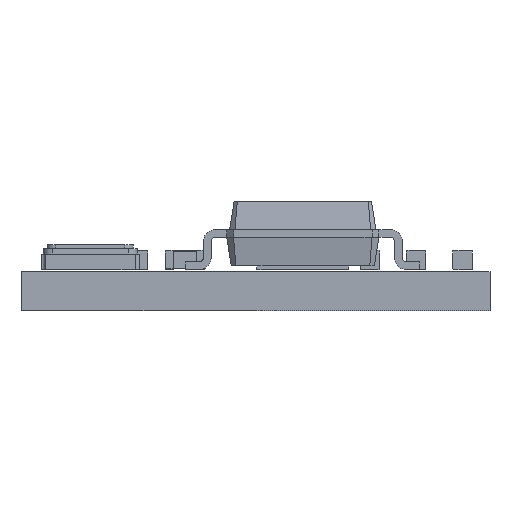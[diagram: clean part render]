
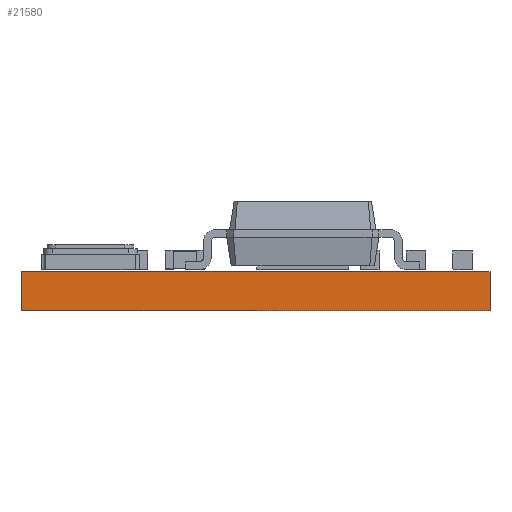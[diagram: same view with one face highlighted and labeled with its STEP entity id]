
A CAD part, front view. The second image highlights one B-rep face of the part: STEP entity #21580.
In plain terms, the highlighted planar face has unit normal (0, -1, 0).
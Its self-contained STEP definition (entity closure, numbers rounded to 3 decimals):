
#17486 = PLANE('',#17487);
#17487 = AXIS2_PLACEMENT_3D('',#17488,#17489,#17490);
#17488 = CARTESIAN_POINT('',(-0.002,-0.003,1.)
  );
#17489 = DIRECTION('',(-0.,-0.,-1.));
#17490 = DIRECTION('',(-1.,0.,0.));
#17540 = PLANE('',#17541);
#17541 = AXIS2_PLACEMENT_3D('',#17542,#17543,#17544);
#17542 = CARTESIAN_POINT('',(-0.002,-0.003,0.)
  );
#17543 = DIRECTION('',(-0.,-0.,-1.));
#17544 = DIRECTION('',(-1.,0.,0.));
#19020 = VERTEX_POINT('',#19021);
#19021 = CARTESIAN_POINT('',(6.,-7.754,0.));
#19035 = PLANE('',#19036);
#19036 = AXIS2_PLACEMENT_3D('',#19037,#19038,#19039);
#19037 = CARTESIAN_POINT('',(6.,7.744,0.));
#19038 = DIRECTION('',(1.,0.,-0.));
#19039 = DIRECTION('',(0.,-1.,0.));
#19047 = EDGE_CURVE('',#19020,#19048,#19050,.T.);
#19048 = VERTEX_POINT('',#19049);
#19049 = CARTESIAN_POINT('',(-6.,-7.754,0.));
#19050 = SURFACE_CURVE('',#19051,(#19055,#19062),.PCURVE_S1.);
#19051 = LINE('',#19052,#19053);
#19052 = CARTESIAN_POINT('',(6.,-7.754,0.));
#19053 = VECTOR('',#19054,1.);
#19054 = DIRECTION('',(-1.,0.,0.));
#19055 = PCURVE('',#17540,#19056);
#19056 = DEFINITIONAL_REPRESENTATION('',(#19057),#19061);
#19057 = LINE('',#19058,#19059);
#19058 = CARTESIAN_POINT('',(-6.002,-7.751));
#19059 = VECTOR('',#19060,1.);
#19060 = DIRECTION('',(1.,0.));
#19061 = ( GEOMETRIC_REPRESENTATION_CONTEXT(2) 
PARAMETRIC_REPRESENTATION_CONTEXT() REPRESENTATION_CONTEXT('2D SPACE',''
  ) );
#19062 = PCURVE('',#19063,#19068);
#19063 = PLANE('',#19064);
#19064 = AXIS2_PLACEMENT_3D('',#19065,#19066,#19067);
#19065 = CARTESIAN_POINT('',(6.,-7.754,0.));
#19066 = DIRECTION('',(0.,-1.,0.));
#19067 = DIRECTION('',(-1.,0.,0.));
#19068 = DEFINITIONAL_REPRESENTATION('',(#19069),#19073);
#19069 = LINE('',#19070,#19071);
#19070 = CARTESIAN_POINT('',(0.,-0.));
#19071 = VECTOR('',#19072,1.);
#19072 = DIRECTION('',(1.,0.));
#19073 = ( GEOMETRIC_REPRESENTATION_CONTEXT(2) 
PARAMETRIC_REPRESENTATION_CONTEXT() REPRESENTATION_CONTEXT('2D SPACE',''
  ) );
#19091 = PLANE('',#19092);
#19092 = AXIS2_PLACEMENT_3D('',#19093,#19094,#19095);
#19093 = CARTESIAN_POINT('',(-6.,-7.754,0.));
#19094 = DIRECTION('',(-1.,0.,0.));
#19095 = DIRECTION('',(0.,1.,0.));
#20677 = VERTEX_POINT('',#20678);
#20678 = CARTESIAN_POINT('',(6.,-7.754,1.));
#20699 = EDGE_CURVE('',#20677,#20700,#20702,.T.);
#20700 = VERTEX_POINT('',#20701);
#20701 = CARTESIAN_POINT('',(-6.,-7.754,1.));
#20702 = SURFACE_CURVE('',#20703,(#20707,#20714),.PCURVE_S1.);
#20703 = LINE('',#20704,#20705);
#20704 = CARTESIAN_POINT('',(6.,-7.754,1.));
#20705 = VECTOR('',#20706,1.);
#20706 = DIRECTION('',(-1.,0.,0.));
#20707 = PCURVE('',#17486,#20708);
#20708 = DEFINITIONAL_REPRESENTATION('',(#20709),#20713);
#20709 = LINE('',#20710,#20711);
#20710 = CARTESIAN_POINT('',(-6.002,-7.751));
#20711 = VECTOR('',#20712,1.);
#20712 = DIRECTION('',(1.,0.));
#20713 = ( GEOMETRIC_REPRESENTATION_CONTEXT(2) 
PARAMETRIC_REPRESENTATION_CONTEXT() REPRESENTATION_CONTEXT('2D SPACE',''
  ) );
#20714 = PCURVE('',#19063,#20715);
#20715 = DEFINITIONAL_REPRESENTATION('',(#20716),#20720);
#20716 = LINE('',#20717,#20718);
#20717 = CARTESIAN_POINT('',(0.,-1.));
#20718 = VECTOR('',#20719,1.);
#20719 = DIRECTION('',(1.,0.));
#20720 = ( GEOMETRIC_REPRESENTATION_CONTEXT(2) 
PARAMETRIC_REPRESENTATION_CONTEXT() REPRESENTATION_CONTEXT('2D SPACE',''
  ) );
#21558 = EDGE_CURVE('',#19048,#20700,#21559,.T.);
#21559 = SURFACE_CURVE('',#21560,(#21564,#21571),.PCURVE_S1.);
#21560 = LINE('',#21561,#21562);
#21561 = CARTESIAN_POINT('',(-6.,-7.754,0.));
#21562 = VECTOR('',#21563,1.);
#21563 = DIRECTION('',(0.,0.,1.));
#21564 = PCURVE('',#19091,#21565);
#21565 = DEFINITIONAL_REPRESENTATION('',(#21566),#21570);
#21566 = LINE('',#21567,#21568);
#21567 = CARTESIAN_POINT('',(0.,0.));
#21568 = VECTOR('',#21569,1.);
#21569 = DIRECTION('',(0.,-1.));
#21570 = ( GEOMETRIC_REPRESENTATION_CONTEXT(2) 
PARAMETRIC_REPRESENTATION_CONTEXT() REPRESENTATION_CONTEXT('2D SPACE',''
  ) );
#21571 = PCURVE('',#19063,#21572);
#21572 = DEFINITIONAL_REPRESENTATION('',(#21573),#21577);
#21573 = LINE('',#21574,#21575);
#21574 = CARTESIAN_POINT('',(12.,0.));
#21575 = VECTOR('',#21576,1.);
#21576 = DIRECTION('',(0.,-1.));
#21577 = ( GEOMETRIC_REPRESENTATION_CONTEXT(2) 
PARAMETRIC_REPRESENTATION_CONTEXT() REPRESENTATION_CONTEXT('2D SPACE',''
  ) );
#21580 = ADVANCED_FACE('',(#21581),#19063,.T.);
#21581 = FACE_BOUND('',#21582,.T.);
#21582 = EDGE_LOOP('',(#21583,#21604,#21605,#21606));
#21583 = ORIENTED_EDGE('',*,*,#21584,.T.);
#21584 = EDGE_CURVE('',#19020,#20677,#21585,.T.);
#21585 = SURFACE_CURVE('',#21586,(#21590,#21597),.PCURVE_S1.);
#21586 = LINE('',#21587,#21588);
#21587 = CARTESIAN_POINT('',(6.,-7.754,0.));
#21588 = VECTOR('',#21589,1.);
#21589 = DIRECTION('',(0.,0.,1.));
#21590 = PCURVE('',#19063,#21591);
#21591 = DEFINITIONAL_REPRESENTATION('',(#21592),#21596);
#21592 = LINE('',#21593,#21594);
#21593 = CARTESIAN_POINT('',(0.,-0.));
#21594 = VECTOR('',#21595,1.);
#21595 = DIRECTION('',(0.,-1.));
#21596 = ( GEOMETRIC_REPRESENTATION_CONTEXT(2) 
PARAMETRIC_REPRESENTATION_CONTEXT() REPRESENTATION_CONTEXT('2D SPACE',''
  ) );
#21597 = PCURVE('',#19035,#21598);
#21598 = DEFINITIONAL_REPRESENTATION('',(#21599),#21603);
#21599 = LINE('',#21600,#21601);
#21600 = CARTESIAN_POINT('',(15.498,0.));
#21601 = VECTOR('',#21602,1.);
#21602 = DIRECTION('',(0.,-1.));
#21603 = ( GEOMETRIC_REPRESENTATION_CONTEXT(2) 
PARAMETRIC_REPRESENTATION_CONTEXT() REPRESENTATION_CONTEXT('2D SPACE',''
  ) );
#21604 = ORIENTED_EDGE('',*,*,#20699,.T.);
#21605 = ORIENTED_EDGE('',*,*,#21558,.F.);
#21606 = ORIENTED_EDGE('',*,*,#19047,.F.);
